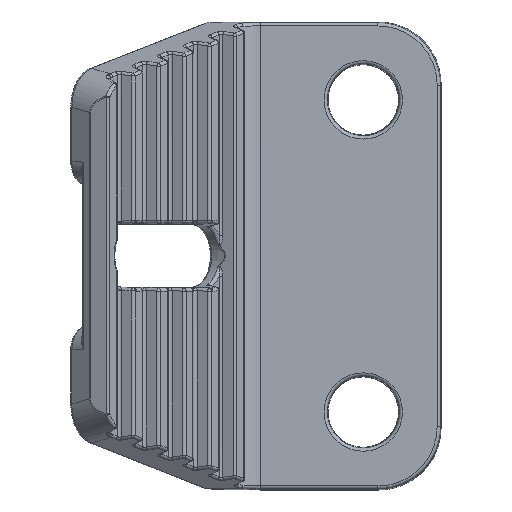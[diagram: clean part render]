
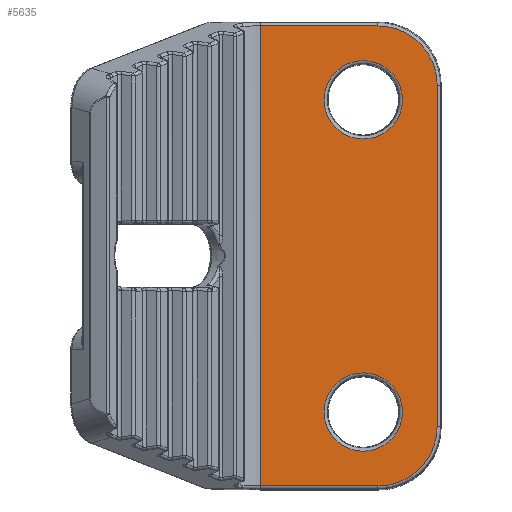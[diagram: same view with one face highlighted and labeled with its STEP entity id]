
A CAD part, top view. The second image highlights one B-rep face of the part: STEP entity #5635.
In plain terms, the highlighted planar face has unit normal (0, 0, 1).
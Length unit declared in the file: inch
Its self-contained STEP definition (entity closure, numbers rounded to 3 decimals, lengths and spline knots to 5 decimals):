
#44=FACE_BOUND('',#1873,.T.);
#45=FACE_BOUND('',#1874,.T.);
#84=PLANE('',#6385);
#306=LINE('',#10458,#595);
#308=LINE('',#10494,#597);
#310=LINE('',#10530,#599);
#470=LINE('',#12173,#759);
#595=VECTOR('',#7295,0.3937);
#597=VECTOR('',#7307,0.3937);
#599=VECTOR('',#7319,0.3937);
#759=VECTOR('',#8109,0.3937);
#1000=ELLIPSE('',#6062,0.19023,0.19);
#1002=ELLIPSE('',#6067,0.19023,0.19);
#1468=FACE_OUTER_BOUND('',#1872,.T.);
#1872=EDGE_LOOP('',(#4939,#4940,#4941,#4942,#4943,#4944));
#1873=EDGE_LOOP('',(#4945));
#1874=EDGE_LOOP('',(#4946));
#2258=CIRCLE('',#6383,0.12565);
#2260=CIRCLE('',#6386,0.12565);
#2564=VERTEX_POINT('',#10450);
#2566=VERTEX_POINT('',#10456);
#2568=VERTEX_POINT('',#10486);
#2570=VERTEX_POINT('',#10492);
#2572=VERTEX_POINT('',#10522);
#2574=VERTEX_POINT('',#10528);
#2743=VERTEX_POINT('',#12169);
#2744=VERTEX_POINT('',#12174);
#3157=EDGE_CURVE('',#2566,#2564,#306,.T.);
#3160=EDGE_CURVE('',#2568,#2566,#1000,.T.);
#3163=EDGE_CURVE('',#2570,#2568,#308,.T.);
#3166=EDGE_CURVE('',#2572,#2570,#1002,.T.);
#3169=EDGE_CURVE('',#2574,#2572,#310,.T.);
#3543=EDGE_CURVE('',#2743,#2743,#2258,.T.);
#3545=EDGE_CURVE('',#2564,#2574,#470,.T.);
#3546=EDGE_CURVE('',#2744,#2744,#2260,.T.);
#4939=ORIENTED_EDGE('',*,*,#3169,.F.);
#4940=ORIENTED_EDGE('',*,*,#3545,.F.);
#4941=ORIENTED_EDGE('',*,*,#3157,.F.);
#4942=ORIENTED_EDGE('',*,*,#3160,.F.);
#4943=ORIENTED_EDGE('',*,*,#3163,.F.);
#4944=ORIENTED_EDGE('',*,*,#3166,.F.);
#4945=ORIENTED_EDGE('',*,*,#3546,.F.);
#4946=ORIENTED_EDGE('',*,*,#3543,.F.);
#5635=ADVANCED_FACE('',(#1468,#44,#45),#84,.T.);
#6062=AXIS2_PLACEMENT_3D('',#10488,#7299,#7300);
#6067=AXIS2_PLACEMENT_3D('',#10524,#7311,#7312);
#6383=AXIS2_PLACEMENT_3D('',#12170,#8103,#8104);
#6385=AXIS2_PLACEMENT_3D('',#12172,#8107,#8108);
#6386=AXIS2_PLACEMENT_3D('',#12175,#8110,#8111);
#7295=DIRECTION('',(-1.,0.,0.));
#7299=DIRECTION('center_axis',(0.,0.,-1.));
#7300=DIRECTION('ref_axis',(0.707,-0.707,0.));
#7307=DIRECTION('',(0.,-1.,0.));
#7311=DIRECTION('center_axis',(0.,0.,-1.));
#7312=DIRECTION('ref_axis',(0.707,0.707,0.));
#7319=DIRECTION('',(1.,0.,0.));
#8103=DIRECTION('center_axis',(0.,0.,1.));
#8104=DIRECTION('ref_axis',(1.,0.,0.));
#8107=DIRECTION('center_axis',(0.,0.,1.));
#8108=DIRECTION('ref_axis',(1.,0.,0.));
#8109=DIRECTION('',(0.,1.,0.));
#8110=DIRECTION('center_axis',(0.,0.,1.));
#8111=DIRECTION('ref_axis',(1.,0.,0.));
#10450=CARTESIAN_POINT('',(0.04663,-0.73685,0.));
#10456=CARTESIAN_POINT('',(0.42197,-0.73685,0.));
#10458=CARTESIAN_POINT('',(0.01485,-0.73685,0.));
#10486=CARTESIAN_POINT('',(0.61185,-0.54697,0.));
#10488=CARTESIAN_POINT('Origin',(0.42174,-0.54674,0.));
#10492=CARTESIAN_POINT('',(0.61185,0.54697,0.));
#10494=CARTESIAN_POINT('',(0.61185,0.,0.));
#10522=CARTESIAN_POINT('',(0.42197,0.73685,0.));
#10524=CARTESIAN_POINT('Origin',(0.42174,0.54674,0.));
#10528=CARTESIAN_POINT('',(0.04663,0.73685,0.));
#10530=CARTESIAN_POINT('',(0.01485,0.73685,0.));
#12169=CARTESIAN_POINT('',(0.50065,0.5,0.));
#12170=CARTESIAN_POINT('Origin',(0.375,0.5,0.));
#12172=CARTESIAN_POINT('Origin',(0.,0.,0.));
#12173=CARTESIAN_POINT('',(0.04663,0.,0.));
#12174=CARTESIAN_POINT('',(0.50065,-0.5,0.));
#12175=CARTESIAN_POINT('Origin',(0.375,-0.5,0.));
